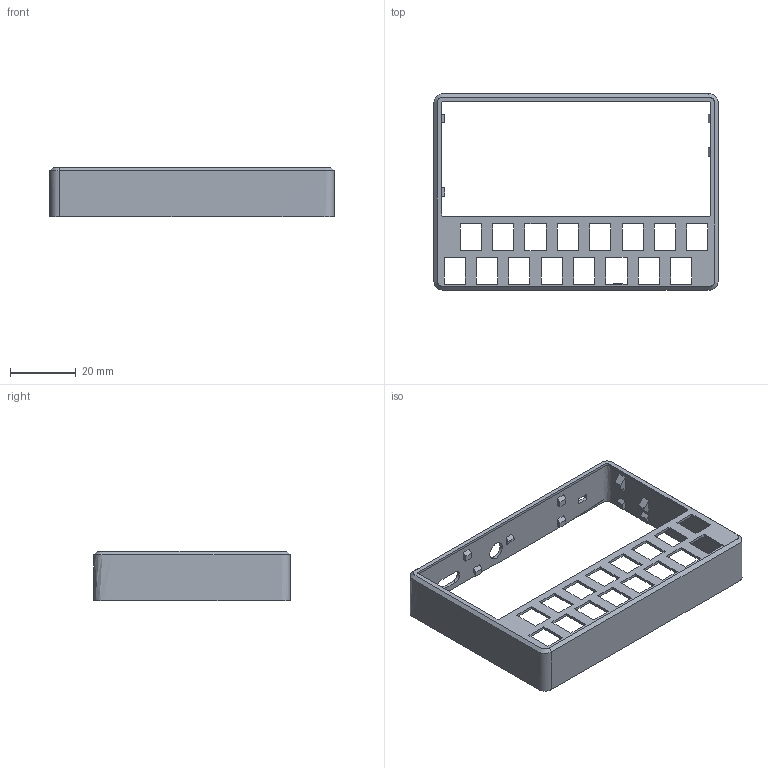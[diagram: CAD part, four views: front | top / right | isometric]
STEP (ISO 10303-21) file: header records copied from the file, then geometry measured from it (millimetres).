
FILE_DESCRIPTION(/* description */ (''),/* implementation_level */ '2;1');
FILE_NAME(/* name */ 'case_main',/* time_stamp */ '2025-05-04T07:34:05+02:00',/* author */ (''),/* organization */ (''),/* preprocessor_version */ 'ST-DEVELOPER v10',/* originating_system */ '',/* authorisation */ '');
FILE_SCHEMA (('CONFIG_CONTROL_DESIGN'));
Length unit declared in the file: millimetre
Products named in the file (1): 1
Bounding box: 86.2 x 59.5 x 15 mm (x, y, z)
Volume: 24011.4 mm3; surface area: 13409.6 mm2
Topology: 23 solids, 23 shells, 231 faces, 551 edges, 367 vertices
Faces by surface type: plane 199, bspline 32
Entity records: 7051 total; most frequent: CARTESIAN_POINT 2973, ORIENTED_EDGE 1102, EDGE_CURVE 551, B_SPLINE_CURVE_WITH_KNOTS 530, VERTEX_POINT 367, EDGE_LOOP 272, ADVANCED_FACE 231, FACE_OUTER_BOUND 231
